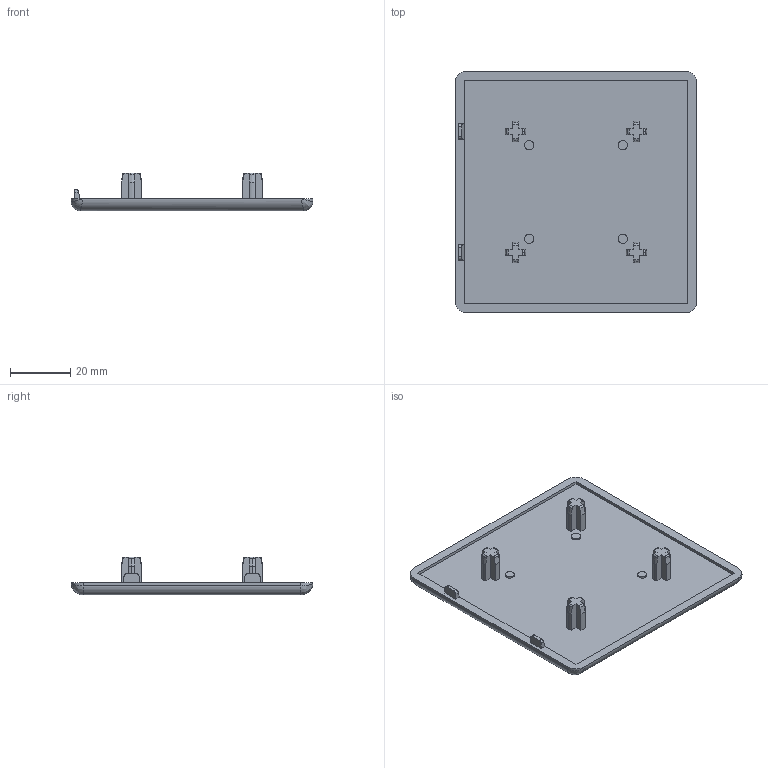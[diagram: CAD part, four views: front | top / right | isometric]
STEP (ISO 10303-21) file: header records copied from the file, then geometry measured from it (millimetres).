
FILE_DESCRIPTION (( 'STEP AP203' ), '1' );
FILE_NAME ('151236.step', '2021-06-03T16:39:51', ( '' ), ( '' ), 'SwSTEP 2.0', 'SolidWorks 2021', '' );
FILE_SCHEMA (( 'CONFIG_CONTROL_DESIGN' ));
Length unit declared in the file: millimetre
Products named in the file (1): 151236
Bounding box: 80 x 80 x 12.5 mm (x, y, z)
Volume: 20139.8 mm3; surface area: 14876.6 mm2
Topology: 1 solids, 1 shells, 143 faces, 380 edges, 244 vertices
Faces by surface type: plane 59, cylinder 40, cone 20, torus 20, bspline 4
Entity records: 5203 total; most frequent: CARTESIAN_POINT 1656, ORIENTED_EDGE 752, DIRECTION 696, EDGE_CURVE 376, AXIS2_PLACEMENT_3D 256, VERTEX_POINT 244, LINE 184, VECTOR 184
